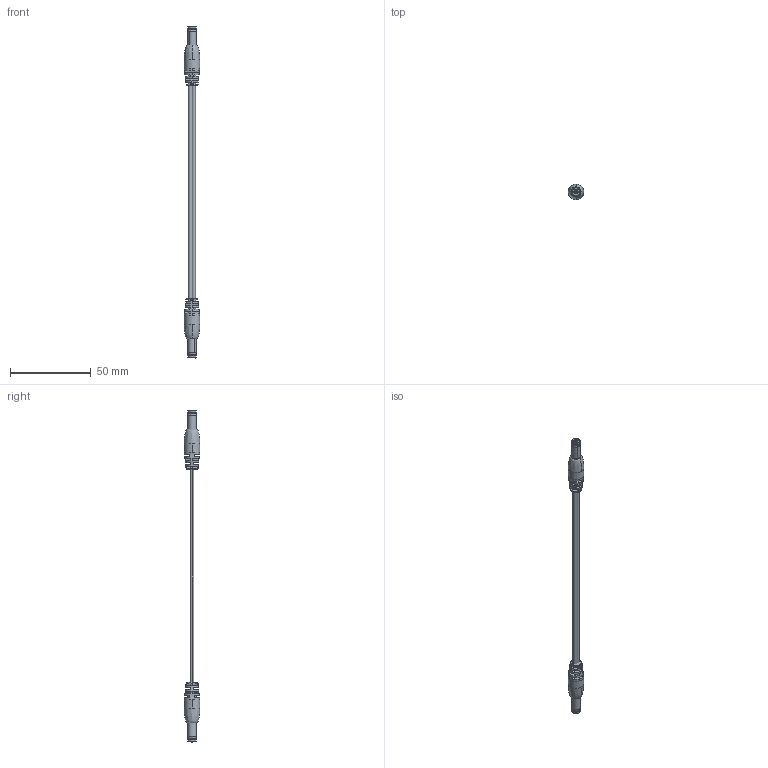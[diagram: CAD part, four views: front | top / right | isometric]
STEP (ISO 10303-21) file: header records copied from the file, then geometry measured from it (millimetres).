
FILE_DESCRIPTION (( 'STEP AP203' ), '1' );
FILE_NAME ('10-02568_revA.STEP', '2017-05-31T21:23:56', ( '' ), ( '' ), 'SwSTEP 2.0', 'SolidWorks 2015', '' );
FILE_SCHEMA (( 'CONFIG_CONTROL_DESIGN' ));
Length unit declared in the file: millimetre
Products named in the file (7): 50-00024 insulator; 50-00024; 24-00003; 50-00024 contact; 30-00395_blunt cut; 50-00024 shell; 10-02568_revA
Assembly tree (8 placements, depth 3):
  10-02568_revA
    30-00395_blunt cut
    24-00003  x2
    50-00024  x2
      50-00024 contact
      50-00024 insulator
      50-00024 shell
Bounding box: 9.6 x 9.6 x 205.36 mm (x, y, z)
Volume: 4383 mm3; surface area: 19656 mm2
Topology: 101 solids, 101 shells, 1154 faces, 2679 edges, 1750 vertices
Faces by surface type: cylinder 488, plane 388, bspline 178, cone 52, torus 48
Entity records: 27907 total; most frequent: CARTESIAN_POINT 7500, DIRECTION 4234, ORIENTED_EDGE 3846, EDGE_CURVE 1923, AXIS2_PLACEMENT_3D 1779, VERTEX_POINT 1264, EDGE_LOOP 1049, CIRCLE 991
